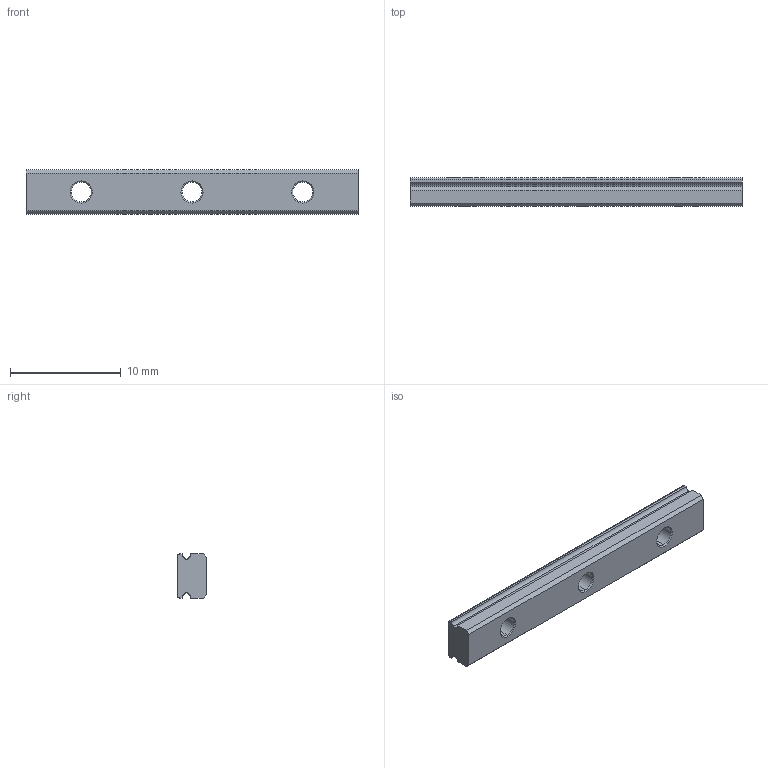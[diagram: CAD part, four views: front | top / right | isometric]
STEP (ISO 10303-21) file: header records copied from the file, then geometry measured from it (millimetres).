
FILE_DESCRIPTION (( 'STEP AP203' ), '1' );
FILE_NAME ('2W-rail.STEP', '2011-08-23T05:55:23', ( 'wgz02' ), ( '' ), 'SwSTEP 2.0', 'SolidWorks 2010', '' );
FILE_SCHEMA (( 'CONFIG_CONTROL_DESIGN' ));
Length unit declared in the file: millimetre
Products named in the file (1): 2W-rail
Bounding box: 30 x 2.6 x 4 mm (x, y, z)
Volume: 261 mm3; surface area: 469 mm2
Topology: 1 solids, 1 shells, 46 faces, 111 edges, 70 vertices
Faces by surface type: cylinder 21, plane 13, cone 12
Entity records: 1442 total; most frequent: DIRECTION 259, CARTESIAN_POINT 228, ORIENTED_EDGE 222, EDGE_CURVE 111, AXIS2_PLACEMENT_3D 101, VERTEX_POINT 70, LINE 57, VECTOR 57
